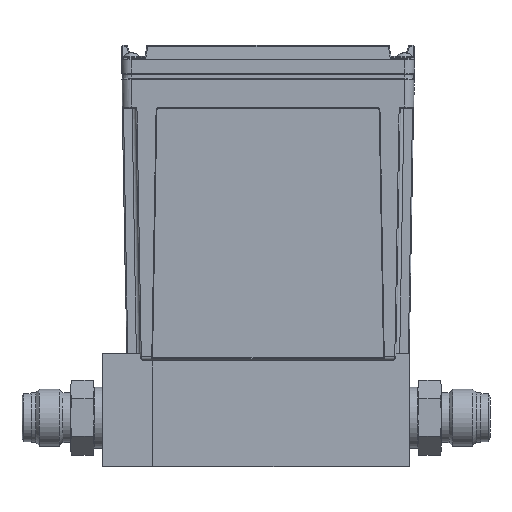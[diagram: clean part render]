
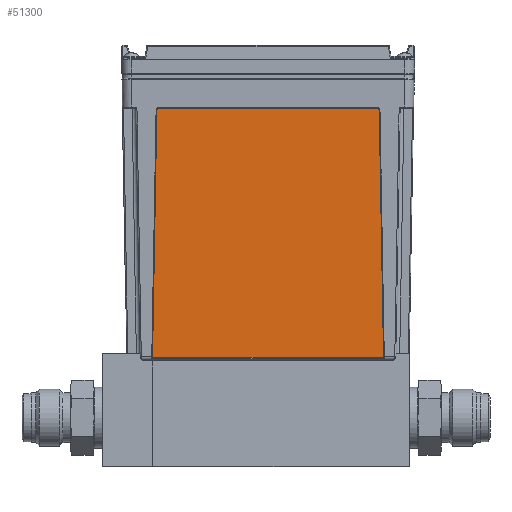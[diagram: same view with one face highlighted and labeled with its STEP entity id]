
A CAD part, top view. The second image highlights one B-rep face of the part: STEP entity #51300.
In plain terms, the highlighted planar face has unit normal (0, -0.018, 1).
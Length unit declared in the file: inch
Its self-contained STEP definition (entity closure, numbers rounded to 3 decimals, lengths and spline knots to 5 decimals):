
#314 = ORIENTED_EDGE ( 'NONE', *, *, #23321, .T. ) ;
#318 = ORIENTED_EDGE ( 'NONE', *, *, #23319, .T. ) ;
#320 = ORIENTED_EDGE ( 'NONE', *, *, #22918, .T. ) ;
#323 = ORIENTED_EDGE ( 'NONE', *, *, #23318, .T. ) ;
#327 = ORIENTED_EDGE ( 'NONE', *, *, #22920, .T. ) ;
#330 = ORIENTED_EDGE ( 'NONE', *, *, #22676, .T. ) ;
#334 = ORIENTED_EDGE ( 'NONE', *, *, #23048, .T. ) ;
#339 = ORIENTED_EDGE ( 'NONE', *, *, #23317, .T. ) ;
#2073 = CARTESIAN_POINT ( 'NONE',  ( -2.74315, 0.82953, 0.96338 ) ) ;
#2074 = DIRECTION ( 'NONE',  ( 0., -0.017, 1. ) ) ;
#2075 = DIRECTION ( 'NONE',  ( 1., 0., 0. ) ) ;
#2076 = CARTESIAN_POINT ( 'NONE',  ( -2.7635, 0.80953, 0.96303 ) ) ;
#2077 = DIRECTION ( 'NONE',  ( 1., 0., 0. ) ) ;
#2078 = CARTESIAN_POINT ( 'NONE',  ( 0.70385, 4.61895, 1.02953 ) ) ;
#2079 = DIRECTION ( 'NONE',  ( 0., -0.017, 1. ) ) ;
#2080 = DIRECTION ( 'NONE',  ( 1., 0., 0. ) ) ;
#2083 = CARTESIAN_POINT ( 'NONE',  ( 0.77015, 0.82953, 0.96338 ) ) ;
#2084 = DIRECTION ( 'NONE',  ( 0., -0.017, 1. ) ) ;
#2085 = DIRECTION ( 'NONE',  ( 1., 0., 0. ) ) ;
#16990 = CARTESIAN_POINT ( 'NONE',  ( 0.72384, 4.6193, 1.02953 ) ) ;
#16991 = CARTESIAN_POINT ( 'NONE',  ( -2.67685, 4.63895, 1.02987 ) ) ;
#17000 = CARTESIAN_POINT ( 'NONE',  ( -2.76314, 0.82988, 0.96339 ) ) ;
#17002 = CARTESIAN_POINT ( 'NONE',  ( 0.79014, 0.82988, 0.96339 ) ) ;
#17004 = CARTESIAN_POINT ( 'NONE',  ( -2.74315, 0.80953, 0.96303 ) ) ;
#17116 = CARTESIAN_POINT ( 'NONE',  ( 0.70385, 4.63895, 1.02987 ) ) ;
#17117 = CARTESIAN_POINT ( 'NONE',  ( -2.69684, 4.6193, 1.02953 ) ) ;
#17135 = CARTESIAN_POINT ( 'NONE',  ( 0.77015, 0.80953, 0.96303 ) ) ;
#21077 = EDGE_LOOP ( 'NONE', ( #314, #318, #320, #323, #327, #330, #334, #339 ) ) ;
#22676 = EDGE_CURVE ( 'NONE', #48399, #48500, #53496, .T. ) ;
#22918 = EDGE_CURVE ( 'NONE', #48407, #48398, #53870, .T. ) ;
#22920 = EDGE_CURVE ( 'NONE', #48499, #48399, #53873, .T. ) ;
#23048 = EDGE_CURVE ( 'NONE', #48500, #48406, #54026, .T. ) ;
#23317 = EDGE_CURVE ( 'NONE', #48406, #48408, #54334, .T. ) ;
#23318 = EDGE_CURVE ( 'NONE', #48398, #48499, #54336, .T. ) ;
#23319 = EDGE_CURVE ( 'NONE', #48514, #48407, #54337, .T. ) ;
#23321 = EDGE_CURVE ( 'NONE', #48408, #48514, #54338, .T. ) ;
#32113 = AXIS2_PLACEMENT_3D ( 'NONE', #42946, #42947, #42948 ) ;
#37411 = AXIS2_PLACEMENT_3D ( 'NONE', #47076, #47077, #47078 ) ;
#42925 = PLANE ( 'NONE',  #32113 ) ;
#42946 = CARTESIAN_POINT ( 'NONE',  ( -0.9865, 4.63895, 1.02987 ) ) ;
#42947 = DIRECTION ( 'NONE',  ( 0., -0.017, 1. ) ) ;
#42948 = DIRECTION ( 'NONE',  ( 1., 0., 0. ) ) ;
#43427 = FACE_OUTER_BOUND ( 'NONE', #21077, .T. ) ;
#47076 = CARTESIAN_POINT ( 'NONE',  ( -2.67685, 4.61895, 1.02953 ) ) ;
#47077 = DIRECTION ( 'NONE',  ( 0., -0.017, 1. ) ) ;
#47078 = DIRECTION ( 'NONE',  ( 1., 0., 0. ) ) ;
#48398 = VERTEX_POINT ( 'NONE', #16990 ) ;
#48399 = VERTEX_POINT ( 'NONE', #16991 ) ;
#48406 = VERTEX_POINT ( 'NONE', #17000 ) ;
#48407 = VERTEX_POINT ( 'NONE', #17002 ) ;
#48408 = VERTEX_POINT ( 'NONE', #17004 ) ;
#48499 = VERTEX_POINT ( 'NONE', #17116 ) ;
#48500 = VERTEX_POINT ( 'NONE', #17117 ) ;
#48514 = VERTEX_POINT ( 'NONE', #17135 ) ;
#51300 = ADVANCED_FACE ( 'NONE', ( #43427 ), #42925, .T. ) ;
#53496 = CIRCLE ( 'NONE', #37411, 0.02 ) ;
#53870 = LINE ( 'NONE', #55501, #53872 ) ;
#53872 = VECTOR ( 'NONE', #55533, 39.37008 ) ;
#53873 = LINE ( 'NONE', #55540, #53875 ) ;
#53875 = VECTOR ( 'NONE', #55541, 39.37008 ) ;
#54026 = LINE ( 'NONE', #56723, #54031 ) ;
#54031 = VECTOR ( 'NONE', #56724, 39.37008 ) ;
#54334 = CIRCLE ( 'NONE', #57256, 0.02 ) ;
#54336 = CIRCLE ( 'NONE', #57257, 0.02 ) ;
#54337 = CIRCLE ( 'NONE', #57258, 0.02 ) ;
#54338 = LINE ( 'NONE', #2076, #54340 ) ;
#54340 = VECTOR ( 'NONE', #2077, 39.37008 ) ;
#55501 = CARTESIAN_POINT ( 'NONE',  ( 0.7905, 0.80953, 0.96303 ) ) ;
#55533 = DIRECTION ( 'NONE',  ( -0.017, 1., 0.017 ) ) ;
#55540 = CARTESIAN_POINT ( 'NONE',  ( 0.7235, 4.63895, 1.02987 ) ) ;
#55541 = DIRECTION ( 'NONE',  ( -1., 0., 0. ) ) ;
#56723 = CARTESIAN_POINT ( 'NONE',  ( -2.6965, 4.63895, 1.02987 ) ) ;
#56724 = DIRECTION ( 'NONE',  ( -0.017, -1., -0.017 ) ) ;
#57256 = AXIS2_PLACEMENT_3D ( 'NONE', #2073, #2074, #2075 ) ;
#57257 = AXIS2_PLACEMENT_3D ( 'NONE', #2078, #2079, #2080 ) ;
#57258 = AXIS2_PLACEMENT_3D ( 'NONE', #2083, #2084, #2085 ) ;
